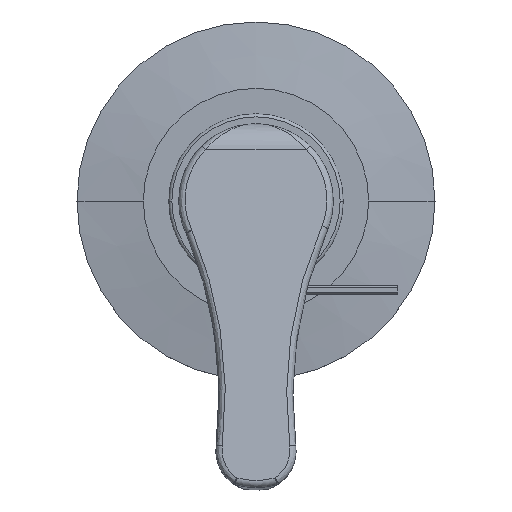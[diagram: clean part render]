
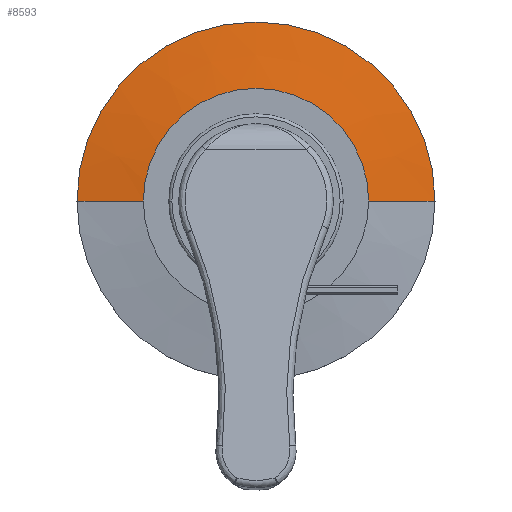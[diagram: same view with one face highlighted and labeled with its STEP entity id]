
A CAD part, top view. The second image highlights one B-rep face of the part: STEP entity #8593.
In plain terms, the highlighted conical face has half-angle 82.057 degrees and reference radius 47.25 mm.
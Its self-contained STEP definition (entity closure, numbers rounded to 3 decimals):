
#8342=DIRECTION('',(-0.99,0.138,0.));
#8343=VECTOR('',#8342,21.708);
#8344=CARTESIAN_POINT('',(58.,6.,0.));
#8345=LINE('',#8344,#8343);
#8349=DIRECTION('',(0.99,0.138,0.));
#8350=VECTOR('',#8349,21.708);
#8351=CARTESIAN_POINT('',(-58.,6.,0.));
#8352=LINE('',#8351,#8350);
#8364=CARTESIAN_POINT('',(0.,6.,0.));
#8365=DIRECTION('',(0.,-1.,0.));
#8366=DIRECTION('',(1.,0.,0.));
#8367=AXIS2_PLACEMENT_3D('',#8364,#8365,#8366);
#8380=CARTESIAN_POINT('',(0.,9.,0.));
#8381=DIRECTION('',(0.,-1.,0.));
#8382=DIRECTION('',(1.,0.,0.));
#8383=AXIS2_PLACEMENT_3D('',#8380,#8381,#8382);
#8399=CARTESIAN_POINT('',(58.,6.,0.));
#8401=VERTEX_POINT('',#8399);
#8402=CARTESIAN_POINT('',(36.5,9.,0.));
#8403=VERTEX_POINT('',#8402);
#8415=CARTESIAN_POINT('',(-58.,6.,0.));
#8417=VERTEX_POINT('',#8415);
#8418=CARTESIAN_POINT('',(-36.5,9.,0.));
#8419=VERTEX_POINT('',#8418);
#8581=CARTESIAN_POINT('',(0.,7.5,0.));
#8582=DIRECTION('',(0.,-1.,0.));
#8583=DIRECTION('',(-1.,0.,0.));
#8584=AXIS2_PLACEMENT_3D('',#8581,#8582,#8583);
#8585=CONICAL_SURFACE('',#8584,47.25,82.057);
#8586=ORIENTED_EDGE('',*,*,#8571,.F.);
#8587=ORIENTED_EDGE('',*,*,#8548,.T.);
#8588=ORIENTED_EDGE('',*,*,#8575,.T.);
#8590=ORIENTED_EDGE('',*,*,#8589,.F.);
#8591=EDGE_LOOP('',(#8586,#8587,#8588,#8590));
#8592=FACE_OUTER_BOUND('',#8591,.F.);
#8593=ADVANCED_FACE('',(#8592),#8585,.T.);
#8368=CIRCLE('',#8367,58.);
#8384=CIRCLE('',#8383,36.5);
#8548=EDGE_CURVE('',#8401,#8417,#8368,.T.);
#8571=EDGE_CURVE('',#8401,#8403,#8345,.T.);
#8575=EDGE_CURVE('',#8417,#8419,#8352,.T.);
#8589=EDGE_CURVE('',#8403,#8419,#8384,.T.);
